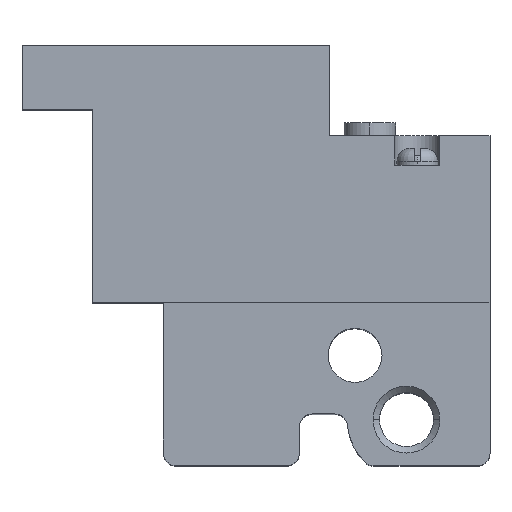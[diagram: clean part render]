
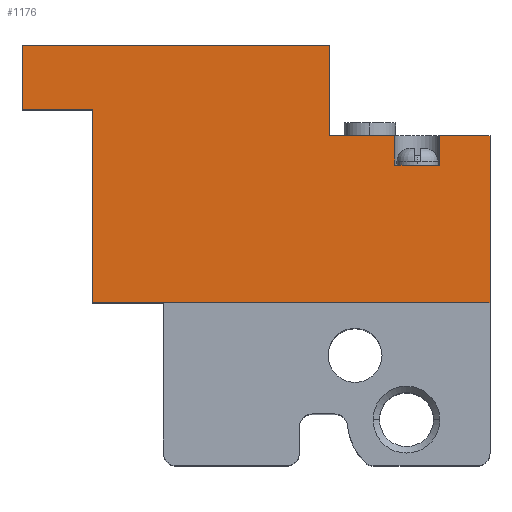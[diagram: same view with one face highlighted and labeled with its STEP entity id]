
A CAD part, top view. The second image highlights one B-rep face of the part: STEP entity #1176.
In plain terms, the highlighted planar face has unit normal (0, 0, 1).
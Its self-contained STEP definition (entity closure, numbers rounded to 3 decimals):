
#86 = VERTEX_POINT ( 'NONE', #3729 ) ;
#99 = CARTESIAN_POINT ( 'NONE',  ( -23.7, 27.7, 10. ) ) ;
#116 = CARTESIAN_POINT ( 'NONE',  ( -18.201, 27.7, 10. ) ) ;
#214 = EDGE_CURVE ( 'NONE', #1904, #4024, #636, .T. ) ;
#218 = LINE ( 'NONE', #5674, #6260 ) ;
#233 = LINE ( 'NONE', #3158, #2930 ) ;
#329 = VECTOR ( 'NONE', #2089, 1000. ) ;
#350 = DIRECTION ( 'NONE',  ( 0., -1., 0. ) ) ;
#582 = DIRECTION ( 'NONE',  ( -1., 0., 0. ) ) ;
#583 = LINE ( 'NONE', #99, #4628 ) ;
#636 = LINE ( 'NONE', #2159, #1246 ) ;
#662 = DIRECTION ( 'NONE',  ( -1., 0., 0. ) ) ;
#671 = VECTOR ( 'NONE', #2588, 1000. ) ;
#689 = ORIENTED_EDGE ( 'NONE', *, *, #6354, .T. ) ;
#693 = DIRECTION ( 'NONE',  ( 0., -1., 0. ) ) ;
#702 = ORIENTED_EDGE ( 'NONE', *, *, #3066, .F. ) ;
#837 = ORIENTED_EDGE ( 'NONE', *, *, #4001, .T. ) ;
#872 = VECTOR ( 'NONE', #3416, 1000. ) ;
#962 = DIRECTION ( 'NONE',  ( -1., 0., 0. ) ) ;
#989 = VERTEX_POINT ( 'NONE', #1389 ) ;
#1017 = CARTESIAN_POINT ( 'NONE',  ( -23.7, 27.7, 10. ) ) ;
#1038 = VERTEX_POINT ( 'NONE', #2972 ) ;
#1176 = ADVANCED_FACE ( 'NONE', ( #1397 ), #3844, .F. ) ;
#1210 = LINE ( 'NONE', #5018, #6231 ) ;
#1246 = VECTOR ( 'NONE', #5981, 1000. ) ;
#1261 = LINE ( 'NONE', #116, #329 ) ;
#1389 = CARTESIAN_POINT ( 'NONE',  ( -18.201, 27.7, 10. ) ) ;
#1397 = FACE_OUTER_BOUND ( 'NONE', #4640, .T. ) ;
#1564 = CARTESIAN_POINT ( 'NONE',  ( 0.2, 25.7, 10. ) ) ;
#1904 = VERTEX_POINT ( 'NONE', #5453 ) ;
#2089 = DIRECTION ( 'NONE',  ( 0., -1., 0. ) ) ;
#2159 = CARTESIAN_POINT ( 'NONE',  ( 12.7, 12.7, 10. ) ) ;
#2187 = ORIENTED_EDGE ( 'NONE', *, *, #5177, .T. ) ;
#2365 = LINE ( 'NONE', #2970, #3879 ) ;
#2560 = ORIENTED_EDGE ( 'NONE', *, *, #5840, .T. ) ;
#2588 = DIRECTION ( 'NONE',  ( -1., 0., 0. ) ) ;
#2600 = LINE ( 'NONE', #3192, #3563 ) ;
#2654 = CARTESIAN_POINT ( 'NONE',  ( 5.3, 25.7, 10. ) ) ;
#2670 = VERTEX_POINT ( 'NONE', #1017 ) ;
#2842 = EDGE_CURVE ( 'NONE', #989, #1904, #1261, .T. ) ;
#2930 = VECTOR ( 'NONE', #5128, 1000. ) ;
#2939 = DIRECTION ( 'NONE',  ( 0., 1., 0. ) ) ;
#2970 = CARTESIAN_POINT ( 'NONE',  ( 5.3, 0., 10. ) ) ;
#2972 = CARTESIAN_POINT ( 'NONE',  ( 5.3, 23.4, 10. ) ) ;
#3066 = EDGE_CURVE ( 'NONE', #1038, #6194, #233, .T. ) ;
#3158 = CARTESIAN_POINT ( 'NONE',  ( 0., 23.4, 10. ) ) ;
#3192 = CARTESIAN_POINT ( 'NONE',  ( 8.8, 0., 10. ) ) ;
#3222 = AXIS2_PLACEMENT_3D ( 'NONE', #3873, #5862, #962 ) ;
#3261 = ORIENTED_EDGE ( 'NONE', *, *, #214, .T. ) ;
#3399 = ORIENTED_EDGE ( 'NONE', *, *, #5022, .T. ) ;
#3416 = DIRECTION ( 'NONE',  ( 0., 1., 0. ) ) ;
#3418 = CARTESIAN_POINT ( 'NONE',  ( 0.2, 32.7, 10. ) ) ;
#3563 = VECTOR ( 'NONE', #693, 1000. ) ;
#3595 = ORIENTED_EDGE ( 'NONE', *, *, #2842, .T. ) ;
#3729 = CARTESIAN_POINT ( 'NONE',  ( 12.7, 25.7, 10. ) ) ;
#3773 = VERTEX_POINT ( 'NONE', #5527 ) ;
#3780 = ORIENTED_EDGE ( 'NONE', *, *, #5750, .T. ) ;
#3844 = PLANE ( 'NONE',  #3222 ) ;
#3873 = CARTESIAN_POINT ( 'NONE',  ( 0., 0., 10. ) ) ;
#3879 = VECTOR ( 'NONE', #4453, 1000. ) ;
#3888 = ORIENTED_EDGE ( 'NONE', *, *, #5452, .T. ) ;
#4001 = EDGE_CURVE ( 'NONE', #4024, #86, #5906, .T. ) ;
#4024 = VERTEX_POINT ( 'NONE', #5419 ) ;
#4043 = LINE ( 'NONE', #1564, #671 ) ;
#4170 = EDGE_CURVE ( 'NONE', #3773, #6194, #2600, .T. ) ;
#4402 = VECTOR ( 'NONE', #662, 1000. ) ;
#4420 = LINE ( 'NONE', #3418, #4919 ) ;
#4443 = CARTESIAN_POINT ( 'NONE',  ( 8.8, 23.4, 10. ) ) ;
#4453 = DIRECTION ( 'NONE',  ( 0., 1., 0. ) ) ;
#4628 = VECTOR ( 'NONE', #6025, 1000. ) ;
#4640 = EDGE_LOOP ( 'NONE', ( #2187, #5963, #702, #2560, #5590, #3399, #3888, #3780, #689, #3595, #3261, #837 ) ) ;
#4839 = VERTEX_POINT ( 'NONE', #5562 ) ;
#4919 = VECTOR ( 'NONE', #2939, 1000. ) ;
#4959 = CARTESIAN_POINT ( 'NONE',  ( 12.7, 12.7, 10. ) ) ;
#5018 = CARTESIAN_POINT ( 'NONE',  ( 0.2, 32.7, 10. ) ) ;
#5022 = EDGE_CURVE ( 'NONE', #5426, #4839, #4420, .T. ) ;
#5096 = LINE ( 'NONE', #6126, #4402 ) ;
#5128 = DIRECTION ( 'NONE',  ( 1., 0., 0. ) ) ;
#5177 = EDGE_CURVE ( 'NONE', #86, #3773, #5096, .T. ) ;
#5419 = CARTESIAN_POINT ( 'NONE',  ( 12.7, 12.7, 10. ) ) ;
#5426 = VERTEX_POINT ( 'NONE', #5649 ) ;
#5452 = EDGE_CURVE ( 'NONE', #4839, #6099, #1210, .T. ) ;
#5453 = CARTESIAN_POINT ( 'NONE',  ( -18.201, 12.7, 10. ) ) ;
#5499 = EDGE_CURVE ( 'NONE', #5688, #5426, #4043, .T. ) ;
#5527 = CARTESIAN_POINT ( 'NONE',  ( 8.8, 25.7, 10. ) ) ;
#5562 = CARTESIAN_POINT ( 'NONE',  ( 0.2, 32.7, 10. ) ) ;
#5590 = ORIENTED_EDGE ( 'NONE', *, *, #5499, .T. ) ;
#5649 = CARTESIAN_POINT ( 'NONE',  ( 0.2, 25.7, 10. ) ) ;
#5674 = CARTESIAN_POINT ( 'NONE',  ( -23.7, 27.7, 10. ) ) ;
#5688 = VERTEX_POINT ( 'NONE', #2654 ) ;
#5750 = EDGE_CURVE ( 'NONE', #6099, #2670, #218, .T. ) ;
#5840 = EDGE_CURVE ( 'NONE', #1038, #5688, #2365, .T. ) ;
#5862 = DIRECTION ( 'NONE',  ( 0., 0., -1. ) ) ;
#5906 = LINE ( 'NONE', #4959, #872 ) ;
#5963 = ORIENTED_EDGE ( 'NONE', *, *, #4170, .T. ) ;
#5981 = DIRECTION ( 'NONE',  ( 1., 0., 0. ) ) ;
#6025 = DIRECTION ( 'NONE',  ( 1., 0., 0. ) ) ;
#6099 = VERTEX_POINT ( 'NONE', #6357 ) ;
#6126 = CARTESIAN_POINT ( 'NONE',  ( 0.2, 25.7, 10. ) ) ;
#6194 = VERTEX_POINT ( 'NONE', #4443 ) ;
#6231 = VECTOR ( 'NONE', #582, 1000. ) ;
#6260 = VECTOR ( 'NONE', #350, 1000. ) ;
#6354 = EDGE_CURVE ( 'NONE', #2670, #989, #583, .T. ) ;
#6357 = CARTESIAN_POINT ( 'NONE',  ( -23.7, 32.7, 10. ) ) ;
